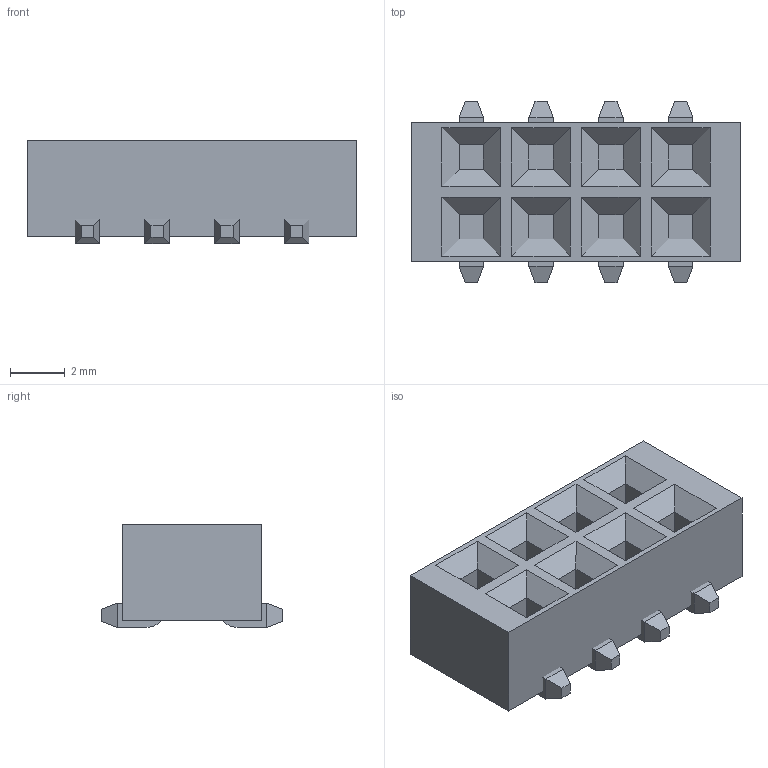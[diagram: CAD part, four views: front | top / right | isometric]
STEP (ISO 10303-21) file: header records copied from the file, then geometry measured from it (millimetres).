
FILE_DESCRIPTION(/* description */ (''),/* implementation_level */ '2;1');
FILE_NAME(/* name */ '2x4_LP_Socket.step',/* time_stamp */ '2022-12-12T10:12:13Z',/* author */ (''),/* organization */ (''),/* preprocessor_version */ 'ST-DEVELOPER v19.2',/* originating_system */ 'Autodesk Translation Framework v11.17.0.187',/* authorisation */ '');
FILE_SCHEMA (('AUTOMOTIVE_DESIGN { 1 0 10303 214 3 1 1 }'));
Length unit declared in the file: millimetre
Products named in the file (2): 2x4 LP Socket; Model
Assembly tree (1 placements, depth 2):
  2x4 LP Socket
    Model
Bounding box: 12 x 6.6 x 3.75 mm (x, y, z)
Volume: 204.4 mm3; surface area: 430.9 mm2
Topology: 9 solids, 9 shells, 174 faces, 404 edges, 248 vertices
Faces by surface type: plane 166, cylinder 8
Entity records: 4863 total; most frequent: CARTESIAN_POINT 829, ORIENTED_EDGE 808, DIRECTION 774, EDGE_CURVE 404, LINE 388, VECTOR 388, VERTEX_POINT 248, AXIS2_PLACEMENT_3D 193
